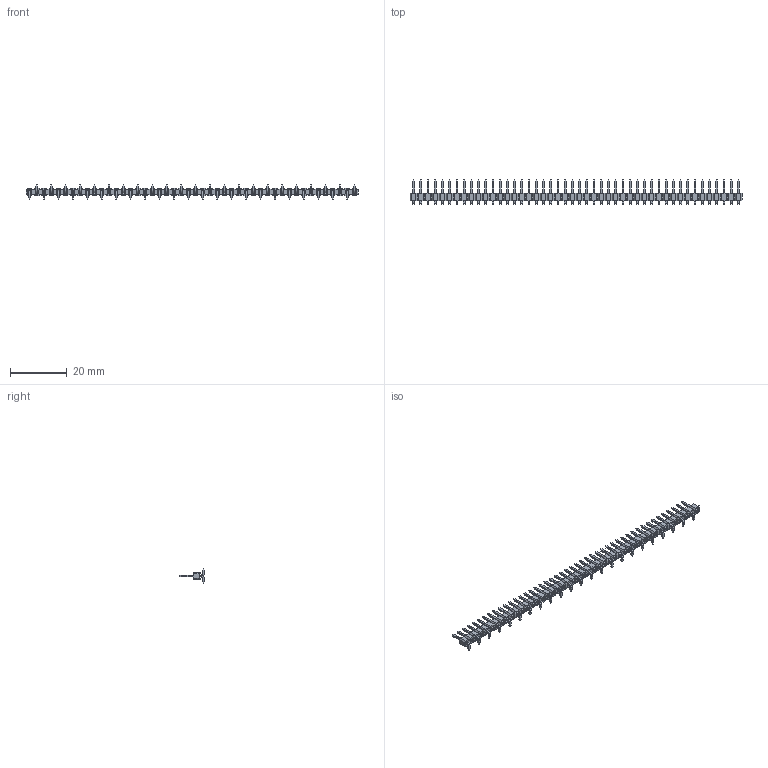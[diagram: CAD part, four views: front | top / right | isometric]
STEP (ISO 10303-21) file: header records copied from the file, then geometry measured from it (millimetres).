
FILE_DESCRIPTION(/* description */ (''),/* implementation_level */ '2;1');
FILE_NAME(/* name */ '9132-13-046-layout B1.stp',/* time_stamp */ '2017-02-08T14:47:18+01:00',/* author */ ('andreas.larin'),/* organization */ (''),/* preprocessor_version */ 'ST-DEVELOPER v15.6',/* originating_system */ 'Autodesk Inventor 2015',/* authorisation */ '');
FILE_SCHEMA (('AUTOMOTIVE_DESIGN { 1 0 10303 214 3 1 1 }'));
Length unit declared in the file: centimetre
Products named in the file (1): 9132-13-046-layout B1
Bounding box: 116.84 x 8.6 x 5.07 mm (x, y, z)
Volume: 730.4 mm3; surface area: 2264.2 mm2
Topology: 1 solids, 1 shells, 1754 faces, 4336 edges, 2676 vertices
Faces by surface type: plane 1478, cylinder 276
Entity records: 50412 total; most frequent: CARTESIAN_POINT 8767, ORIENTED_EDGE 8672, DIRECTION 8306, EDGE_CURVE 4336, LINE 3876, VECTOR 3876, VERTEX_POINT 2676, AXIS2_PLACEMENT_3D 2215
